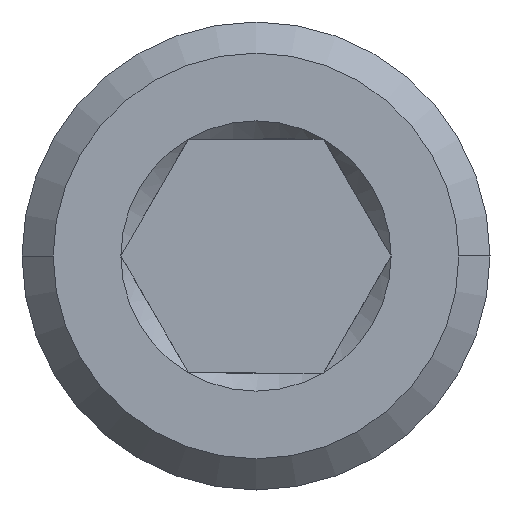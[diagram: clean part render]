
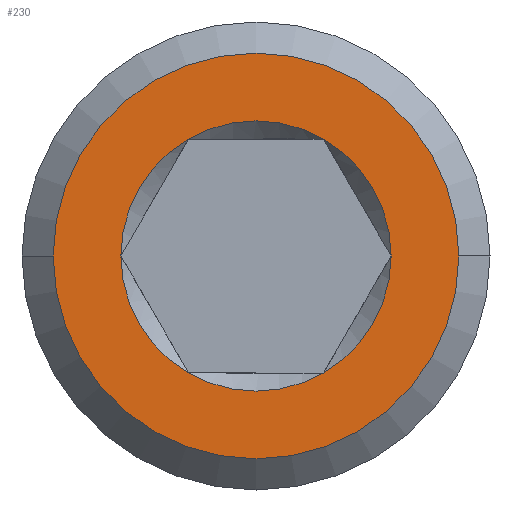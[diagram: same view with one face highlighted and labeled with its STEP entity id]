
A CAD part, left-side view. The second image highlights one B-rep face of the part: STEP entity #230.
In plain terms, the highlighted planar face has unit normal (-1, 0, 0).
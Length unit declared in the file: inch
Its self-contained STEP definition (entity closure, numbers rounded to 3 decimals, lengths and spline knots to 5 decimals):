
#110 = AXIS2_PLACEMENT_3D ( 'NONE', #3465, #3462, #3461 ) ;
#125 = AXIS2_PLACEMENT_3D ( 'NONE', #2927, #2925, #2924 ) ;
#130 = AXIS2_PLACEMENT_3D ( 'NONE', #2618, #2617, #2616 ) ;
#131 = AXIS2_PLACEMENT_3D ( 'NONE', #2622, #2620, #2619 ) ;
#132 = AXIS2_PLACEMENT_3D ( 'NONE', #2579, #2502, #2501 ) ;
#134 = AXIS2_PLACEMENT_3D ( 'NONE', #2413, #2412, #2411 ) ;
#136 = AXIS2_PLACEMENT_3D ( 'NONE', #3936, #3979, #3978 ) ;
#137 = AXIS2_PLACEMENT_3D ( 'NONE', #1612, #1608, #1607 ) ;
#139 = AXIS2_PLACEMENT_3D ( 'NONE', #1593, #1592, #1591 ) ;
#230 = ADVANCED_FACE ( 'NONE', ( #2526, #2518 ), #3464, .T. ) ;
#365 = EDGE_CURVE ( 'NONE', #7240, #7246, #6436, .T. ) ;
#1396 = CARTESIAN_POINT ( 'NONE',  ( -1., -0.05413, -0.09375 ) ) ;
#1397 = CARTESIAN_POINT ( 'NONE',  ( -1., -0.05413, 0.09375 ) ) ;
#1436 = CARTESIAN_POINT ( 'NONE',  ( -1., 0.05413, -0.09375 ) ) ;
#1440 = CARTESIAN_POINT ( 'NONE',  ( -1., 0.10825, 0. ) ) ;
#1521 = CARTESIAN_POINT ( 'NONE',  ( -1., 0.05413, 0.09375 ) ) ;
#1531 = CARTESIAN_POINT ( 'NONE',  ( -1., -0.10825, 0. ) ) ;
#1537 = CARTESIAN_POINT ( 'NONE',  ( -1., -0.1625, 0. ) ) ;
#1541 = CARTESIAN_POINT ( 'NONE',  ( -1., 0.1625, 0. ) ) ;
#1591 = DIRECTION ( 'NONE',  ( 0., -1., 0. ) ) ;
#1592 = DIRECTION ( 'NONE',  ( -1., 0., 0. ) ) ;
#1593 = CARTESIAN_POINT ( 'NONE',  ( -1., 0., 0. ) ) ;
#1607 = DIRECTION ( 'NONE',  ( 0., -1., 0. ) ) ;
#1608 = DIRECTION ( 'NONE',  ( -1., 0., 0. ) ) ;
#1612 = CARTESIAN_POINT ( 'NONE',  ( -1., 0., 0. ) ) ;
#2411 = DIRECTION ( 'NONE',  ( 0., 1., 0. ) ) ;
#2412 = DIRECTION ( 'NONE',  ( 1., 0., 0. ) ) ;
#2413 = CARTESIAN_POINT ( 'NONE',  ( -1., 0., 0. ) ) ;
#2501 = DIRECTION ( 'NONE',  ( 0., -1., 0. ) ) ;
#2502 = DIRECTION ( 'NONE',  ( -1., 0., 0. ) ) ;
#2518 = FACE_OUTER_BOUND ( 'NONE', #5451, .T. ) ;
#2526 = FACE_BOUND ( 'NONE', #5446, .T. ) ;
#2579 = CARTESIAN_POINT ( 'NONE',  ( -1., 0., 0. ) ) ;
#2616 = DIRECTION ( 'NONE',  ( 0., -1., 0. ) ) ;
#2617 = DIRECTION ( 'NONE',  ( -1., 0., 0. ) ) ;
#2618 = CARTESIAN_POINT ( 'NONE',  ( -1., 0., 0. ) ) ;
#2619 = DIRECTION ( 'NONE',  ( 0., -1., 0. ) ) ;
#2620 = DIRECTION ( 'NONE',  ( -1., 0., 0. ) ) ;
#2622 = CARTESIAN_POINT ( 'NONE',  ( -1., 0., 0. ) ) ;
#2924 = DIRECTION ( 'NONE',  ( 0., 1., 0. ) ) ;
#2925 = DIRECTION ( 'NONE',  ( 1., 0., 0. ) ) ;
#2927 = CARTESIAN_POINT ( 'NONE',  ( -1., 0., 0. ) ) ;
#3461 = DIRECTION ( 'NONE',  ( 0., -1., 0. ) ) ;
#3462 = DIRECTION ( 'NONE',  ( -1., 0., 0. ) ) ;
#3464 = PLANE ( 'NONE',  #110 ) ;
#3465 = CARTESIAN_POINT ( 'NONE',  ( -1., 0.1625, 0. ) ) ;
#3936 = CARTESIAN_POINT ( 'NONE',  ( -1., 0., 0. ) ) ;
#3978 = DIRECTION ( 'NONE',  ( 0., -1., 0. ) ) ;
#3979 = DIRECTION ( 'NONE',  ( -1., 0., 0. ) ) ;
#4969 = CIRCLE ( 'NONE', #137, 0.10825 ) ;
#4973 = CIRCLE ( 'NONE', #132, 0.10825 ) ;
#4979 = CIRCLE ( 'NONE', #130, 0.10825 ) ;
#4980 = CIRCLE ( 'NONE', #131, 0.10825 ) ;
#4986 = CIRCLE ( 'NONE', #139, 0.10825 ) ;
#4987 = CIRCLE ( 'NONE', #134, 0.1625 ) ;
#4993 = CIRCLE ( 'NONE', #136, 0.10825 ) ;
#5446 = EDGE_LOOP ( 'NONE', ( #6076, #6146, #6088, #6145, #6204, #6087 ) ) ;
#5451 = EDGE_LOOP ( 'NONE', ( #6374, #6201 ) ) ;
#5949 = EDGE_CURVE ( 'NONE', #7455, #7507, #4980, .T. ) ;
#5950 = EDGE_CURVE ( 'NONE', #7097, #7451, #4979, .T. ) ;
#5959 = EDGE_CURVE ( 'NONE', #7501, #7097, #4973, .T. ) ;
#5971 = EDGE_CURVE ( 'NONE', #7246, #7240, #4987, .T. ) ;
#5986 = EDGE_CURVE ( 'NONE', #7451, #7455, #4993, .T. ) ;
#5991 = EDGE_CURVE ( 'NONE', #7507, #6920, #4969, .T. ) ;
#5994 = EDGE_CURVE ( 'NONE', #6920, #7501, #4986, .T. ) ;
#6076 = ORIENTED_EDGE ( 'NONE', *, *, #5994, .F. ) ;
#6087 = ORIENTED_EDGE ( 'NONE', *, *, #5959, .F. ) ;
#6088 = ORIENTED_EDGE ( 'NONE', *, *, #5949, .F. ) ;
#6145 = ORIENTED_EDGE ( 'NONE', *, *, #5986, .F. ) ;
#6146 = ORIENTED_EDGE ( 'NONE', *, *, #5991, .F. ) ;
#6201 = ORIENTED_EDGE ( 'NONE', *, *, #5971, .F. ) ;
#6204 = ORIENTED_EDGE ( 'NONE', *, *, #5950, .F. ) ;
#6374 = ORIENTED_EDGE ( 'NONE', *, *, #365, .F. ) ;
#6436 = CIRCLE ( 'NONE', #125, 0.1625 ) ;
#6920 = VERTEX_POINT ( 'NONE', #1531 ) ;
#7097 = VERTEX_POINT ( 'NONE', #1521 ) ;
#7240 = VERTEX_POINT ( 'NONE', #1541 ) ;
#7246 = VERTEX_POINT ( 'NONE', #1537 ) ;
#7451 = VERTEX_POINT ( 'NONE', #1440 ) ;
#7455 = VERTEX_POINT ( 'NONE', #1436 ) ;
#7501 = VERTEX_POINT ( 'NONE', #1397 ) ;
#7507 = VERTEX_POINT ( 'NONE', #1396 ) ;
